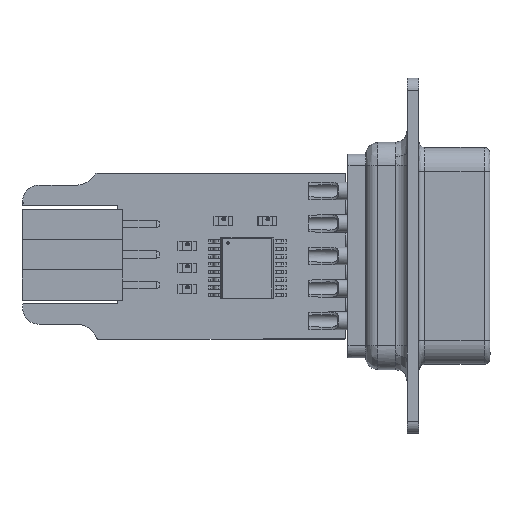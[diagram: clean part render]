
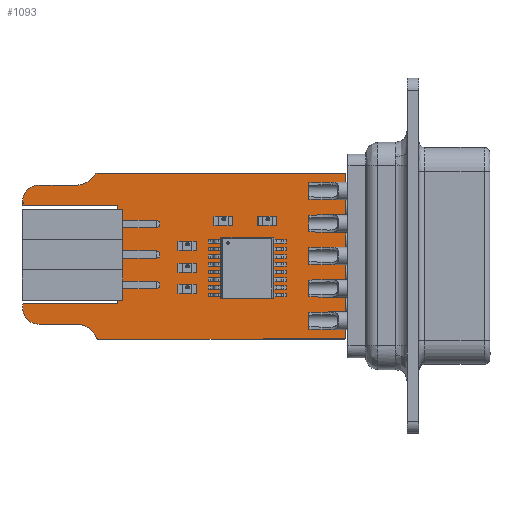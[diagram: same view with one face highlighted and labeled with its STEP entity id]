
A CAD part, top view. The second image highlights one B-rep face of the part: STEP entity #1093.
In plain terms, the highlighted planar face has unit normal (0, 0, 1).
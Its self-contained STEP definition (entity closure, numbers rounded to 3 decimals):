
#84 = VERTEX_POINT('',#85);
#85 = CARTESIAN_POINT('',(-0.377,3.27,1.591));
#91 = EDGE_CURVE('',#84,#92,#94,.T.);
#92 = VERTEX_POINT('',#93);
#93 = CARTESIAN_POINT('',(1.02,1.873,1.591));
#94 = CIRCLE('',#95,1.396);
#95 = AXIS2_PLACEMENT_3D('',#96,#97,#98);
#96 = CARTESIAN_POINT('',(1.019,3.269,1.591));
#97 = DIRECTION('',(0.,0.,1.));
#98 = DIRECTION('',(-1.,0.,0.));
#124 = EDGE_CURVE('',#92,#125,#127,.T.);
#125 = VERTEX_POINT('',#126);
#126 = CARTESIAN_POINT('',(4.15,1.873,1.591));
#127 = LINE('',#128,#129);
#128 = CARTESIAN_POINT('',(1.02,1.873,1.591));
#129 = VECTOR('',#130,1.);
#130 = DIRECTION('',(1.,0.,0.));
#155 = EDGE_CURVE('',#125,#156,#158,.T.);
#156 = VERTEX_POINT('',#157);
#157 = CARTESIAN_POINT('',(4.506,1.838,1.591));
#158 = LINE('',#159,#160);
#159 = CARTESIAN_POINT('',(4.15,1.873,1.591));
#160 = VECTOR('',#161,1.);
#161 = DIRECTION('',(0.995,-0.098,0.));
#186 = EDGE_CURVE('',#156,#187,#189,.T.);
#187 = VERTEX_POINT('',#188);
#188 = CARTESIAN_POINT('',(4.857,1.731,1.591));
#189 = LINE('',#190,#191);
#190 = CARTESIAN_POINT('',(4.506,1.838,1.591));
#191 = VECTOR('',#192,1.);
#192 = DIRECTION('',(0.957,-0.292,0.));
#217 = EDGE_CURVE('',#187,#218,#220,.T.);
#218 = VERTEX_POINT('',#219);
#219 = CARTESIAN_POINT('',(5.181,1.558,1.591));
#220 = LINE('',#221,#222);
#221 = CARTESIAN_POINT('',(4.857,1.731,1.591));
#222 = VECTOR('',#223,1.);
#223 = DIRECTION('',(0.882,-0.471,0.));
#248 = EDGE_CURVE('',#218,#249,#251,.T.);
#249 = VERTEX_POINT('',#250);
#250 = CARTESIAN_POINT('',(5.465,1.326,1.591));
#251 = LINE('',#252,#253);
#252 = CARTESIAN_POINT('',(5.181,1.558,1.591));
#253 = VECTOR('',#254,1.);
#254 = DIRECTION('',(0.774,-0.633,0.));
#279 = EDGE_CURVE('',#249,#280,#282,.T.);
#280 = VERTEX_POINT('',#281);
#281 = CARTESIAN_POINT('',(5.698,1.042,1.591));
#282 = LINE('',#283,#284);
#283 = CARTESIAN_POINT('',(5.465,1.326,1.591));
#284 = VECTOR('',#285,1.);
#285 = DIRECTION('',(0.634,-0.773,0.));
#310 = EDGE_CURVE('',#280,#311,#313,.T.);
#311 = VERTEX_POINT('',#312);
#312 = CARTESIAN_POINT('',(5.863,0.733,1.591));
#313 = LINE('',#314,#315);
#314 = CARTESIAN_POINT('',(5.698,1.042,1.591));
#315 = VECTOR('',#316,1.);
#316 = DIRECTION('',(0.471,-0.882,0.));
#341 = EDGE_CURVE('',#311,#342,#344,.T.);
#342 = VERTEX_POINT('',#343);
#343 = CARTESIAN_POINT('',(5.989,0.623,1.591));
#344 = CIRCLE('',#345,0.126);
#345 = AXIS2_PLACEMENT_3D('',#346,#347,#348);
#346 = CARTESIAN_POINT('',(5.988,0.749,1.591));
#347 = DIRECTION('',(0.,0.,1.));
#348 = DIRECTION('',(-0.992,-0.124,0.));
#374 = EDGE_CURVE('',#342,#375,#377,.T.);
#375 = VERTEX_POINT('',#376);
#376 = CARTESIAN_POINT('',(26.775,0.625,1.591));
#377 = LINE('',#378,#379);
#378 = CARTESIAN_POINT('',(5.989,0.623,1.591));
#379 = VECTOR('',#380,1.);
#380 = DIRECTION('',(1.,0.,0.));
#405 = EDGE_CURVE('',#375,#406,#408,.T.);
#406 = VERTEX_POINT('',#407);
#407 = CARTESIAN_POINT('',(26.927,0.75,1.591));
#408 = CIRCLE('',#409,0.126);
#409 = AXIS2_PLACEMENT_3D('',#410,#411,#412);
#410 = CARTESIAN_POINT('',(26.801,0.748,1.591));
#411 = DIRECTION('',(0.,0.,1.));
#412 = DIRECTION('',(-0.206,-0.979,0.));
#438 = EDGE_CURVE('',#406,#439,#441,.T.);
#439 = VERTEX_POINT('',#440);
#440 = CARTESIAN_POINT('',(26.927,14.5,1.591));
#441 = LINE('',#442,#443);
#442 = CARTESIAN_POINT('',(26.927,0.75,1.591));
#443 = VECTOR('',#444,1.);
#444 = DIRECTION('',(0.,1.,0.));
#469 = EDGE_CURVE('',#439,#470,#472,.T.);
#470 = VERTEX_POINT('',#471);
#471 = CARTESIAN_POINT('',(26.8,14.627,1.591));
#472 = CIRCLE('',#473,0.126);
#473 = AXIS2_PLACEMENT_3D('',#474,#475,#476);
#474 = CARTESIAN_POINT('',(26.801,14.501,1.591));
#475 = DIRECTION('',(0.,0.,1.));
#476 = DIRECTION('',(1.,-0.005,0.));
#502 = EDGE_CURVE('',#470,#503,#505,.T.);
#503 = VERTEX_POINT('',#504);
#504 = CARTESIAN_POINT('',(5.913,14.627,1.591));
#505 = LINE('',#506,#507);
#506 = CARTESIAN_POINT('',(26.8,14.627,1.591));
#507 = VECTOR('',#508,1.);
#508 = DIRECTION('',(-1.,0.,0.));
#533 = EDGE_CURVE('',#503,#534,#536,.T.);
#534 = VERTEX_POINT('',#535);
#535 = CARTESIAN_POINT('',(5.823,14.59,1.591));
#536 = LINE('',#537,#538);
#537 = CARTESIAN_POINT('',(5.913,14.627,1.591));
#538 = VECTOR('',#539,1.);
#539 = DIRECTION('',(-0.925,-0.38,0.));
#564 = EDGE_CURVE('',#534,#565,#567,.T.);
#565 = VERTEX_POINT('',#566);
#566 = CARTESIAN_POINT('',(5.68,14.446,1.591));
#567 = LINE('',#568,#569);
#568 = CARTESIAN_POINT('',(5.823,14.59,1.591));
#569 = VECTOR('',#570,1.);
#570 = DIRECTION('',(-0.705,-0.71,0.));
#595 = EDGE_CURVE('',#565,#596,#598,.T.);
#596 = VERTEX_POINT('',#597);
#597 = CARTESIAN_POINT('',(5.44,14.153,1.591));
#598 = LINE('',#599,#600);
#599 = CARTESIAN_POINT('',(5.68,14.446,1.591));
#600 = VECTOR('',#601,1.);
#601 = DIRECTION('',(-0.634,-0.774,0.));
#626 = EDGE_CURVE('',#596,#627,#629,.T.);
#627 = VERTEX_POINT('',#628);
#628 = CARTESIAN_POINT('',(5.156,13.92,1.591));
#629 = LINE('',#630,#631);
#630 = CARTESIAN_POINT('',(5.44,14.153,1.591));
#631 = VECTOR('',#632,1.);
#632 = DIRECTION('',(-0.773,-0.634,0.));
#657 = EDGE_CURVE('',#627,#658,#660,.T.);
#658 = VERTEX_POINT('',#659);
#659 = CARTESIAN_POINT('',(4.833,13.747,1.591));
#660 = LINE('',#661,#662);
#661 = CARTESIAN_POINT('',(5.156,13.92,1.591));
#662 = VECTOR('',#663,1.);
#663 = DIRECTION('',(-0.882,-0.472,0.));
#688 = EDGE_CURVE('',#658,#689,#691,.T.);
#689 = VERTEX_POINT('',#690);
#690 = CARTESIAN_POINT('',(4.481,13.641,1.591));
#691 = LINE('',#692,#693);
#692 = CARTESIAN_POINT('',(4.833,13.747,1.591));
#693 = VECTOR('',#694,1.);
#694 = DIRECTION('',(-0.958,-0.288,0.));
#719 = EDGE_CURVE('',#689,#720,#722,.T.);
#720 = VERTEX_POINT('',#721);
#721 = CARTESIAN_POINT('',(4.11,13.604,1.591));
#722 = LINE('',#723,#724);
#723 = CARTESIAN_POINT('',(4.481,13.641,1.591));
#724 = VECTOR('',#725,1.);
#725 = DIRECTION('',(-0.995,-0.099,0.));
#750 = EDGE_CURVE('',#720,#751,#753,.T.);
#751 = VERTEX_POINT('',#752);
#752 = CARTESIAN_POINT('',(1.5,13.627,1.591));
#753 = LINE('',#754,#755);
#754 = CARTESIAN_POINT('',(4.11,13.604,1.591));
#755 = VECTOR('',#756,1.);
#756 = DIRECTION('',(-1.,0.009,0.));
#781 = EDGE_CURVE('',#751,#782,#784,.T.);
#782 = VERTEX_POINT('',#783);
#783 = CARTESIAN_POINT('',(1.02,13.627,1.591));
#784 = LINE('',#785,#786);
#785 = CARTESIAN_POINT('',(1.5,13.627,1.591));
#786 = VECTOR('',#787,1.);
#787 = DIRECTION('',(-1.,0.,0.));
#812 = EDGE_CURVE('',#782,#813,#815,.T.);
#813 = VERTEX_POINT('',#814);
#814 = CARTESIAN_POINT('',(-0.377,12.23,1.591));
#815 = CIRCLE('',#816,1.396);
#816 = AXIS2_PLACEMENT_3D('',#817,#818,#819);
#817 = CARTESIAN_POINT('',(1.019,12.231,1.591));
#818 = DIRECTION('',(0.,0.,1.));
#819 = DIRECTION('',(0.,1.,-0.));
#845 = EDGE_CURVE('',#813,#846,#848,.T.);
#846 = VERTEX_POINT('',#847);
#847 = CARTESIAN_POINT('',(-0.305,12.115,1.591));
#848 = CIRCLE('',#849,0.125);
#849 = AXIS2_PLACEMENT_3D('',#850,#851,#852);
#850 = CARTESIAN_POINT('',(-0.252,12.228,1.591));
#851 = DIRECTION('',(0.,0.,1.));
#852 = DIRECTION('',(-1.,0.013,0.));
#878 = EDGE_CURVE('',#846,#879,#881,.T.);
#879 = VERTEX_POINT('',#880);
#880 = CARTESIAN_POINT('',(-0.25,11.873,1.591));
#881 = CIRCLE('',#882,0.127);
#882 = AXIS2_PLACEMENT_3D('',#883,#884,#885);
#883 = CARTESIAN_POINT('',(-0.25,12.,1.591));
#884 = DIRECTION('',(0.,0.,1.));
#885 = DIRECTION('',(-0.433,0.901,0.));
#911 = EDGE_CURVE('',#879,#912,#914,.T.);
#912 = VERTEX_POINT('',#913);
#913 = CARTESIAN_POINT('',(7.623,11.873,1.591));
#914 = LINE('',#915,#916);
#915 = CARTESIAN_POINT('',(-0.25,11.873,1.591));
#916 = VECTOR('',#917,1.);
#917 = DIRECTION('',(1.,0.,0.));
#942 = EDGE_CURVE('',#912,#943,#945,.T.);
#943 = VERTEX_POINT('',#944);
#944 = CARTESIAN_POINT('',(7.623,3.627,1.591));
#945 = LINE('',#946,#947);
#946 = CARTESIAN_POINT('',(7.623,11.873,1.591));
#947 = VECTOR('',#948,1.);
#948 = DIRECTION('',(0.,-1.,0.));
#973 = EDGE_CURVE('',#943,#974,#976,.T.);
#974 = VERTEX_POINT('',#975);
#975 = CARTESIAN_POINT('',(-0.25,3.627,1.591));
#976 = LINE('',#977,#978);
#977 = CARTESIAN_POINT('',(7.623,3.627,1.591));
#978 = VECTOR('',#979,1.);
#979 = DIRECTION('',(-1.,0.,0.));
#1004 = EDGE_CURVE('',#974,#1005,#1007,.T.);
#1005 = VERTEX_POINT('',#1006);
#1006 = CARTESIAN_POINT('',(-0.377,3.5,1.591));
#1007 = CIRCLE('',#1008,0.126);
#1008 = AXIS2_PLACEMENT_3D('',#1009,#1010,#1011);
#1009 = CARTESIAN_POINT('',(-0.251,3.501,1.591));
#1010 = DIRECTION('',(0.,0.,1.));
#1011 = DIRECTION('',(0.005,1.,-0.));
#1037 = EDGE_CURVE('',#1005,#84,#1038,.T.);
#1038 = LINE('',#1039,#1040);
#1039 = CARTESIAN_POINT('',(-0.377,3.5,1.591));
#1040 = VECTOR('',#1041,1.);
#1041 = DIRECTION('',(0.,-1.,0.));
#1093 = ADVANCED_FACE('',(#1094),#1127,.T.);
#1094 = FACE_BOUND('',#1095,.T.);
#1095 = EDGE_LOOP('',(#1096,#1097,#1098,#1099,#1100,#1101,#1102,#1103,
    #1104,#1105,#1106,#1107,#1108,#1109,#1110,#1111,#1112,#1113,#1114,
    #1115,#1116,#1117,#1118,#1119,#1120,#1121,#1122,#1123,#1124,#1125,
    #1126));
#1096 = ORIENTED_EDGE('',*,*,#91,.T.);
#1097 = ORIENTED_EDGE('',*,*,#124,.T.);
#1098 = ORIENTED_EDGE('',*,*,#155,.T.);
#1099 = ORIENTED_EDGE('',*,*,#186,.T.);
#1100 = ORIENTED_EDGE('',*,*,#217,.T.);
#1101 = ORIENTED_EDGE('',*,*,#248,.T.);
#1102 = ORIENTED_EDGE('',*,*,#279,.T.);
#1103 = ORIENTED_EDGE('',*,*,#310,.T.);
#1104 = ORIENTED_EDGE('',*,*,#341,.T.);
#1105 = ORIENTED_EDGE('',*,*,#374,.T.);
#1106 = ORIENTED_EDGE('',*,*,#405,.T.);
#1107 = ORIENTED_EDGE('',*,*,#438,.T.);
#1108 = ORIENTED_EDGE('',*,*,#469,.T.);
#1109 = ORIENTED_EDGE('',*,*,#502,.T.);
#1110 = ORIENTED_EDGE('',*,*,#533,.T.);
#1111 = ORIENTED_EDGE('',*,*,#564,.T.);
#1112 = ORIENTED_EDGE('',*,*,#595,.T.);
#1113 = ORIENTED_EDGE('',*,*,#626,.T.);
#1114 = ORIENTED_EDGE('',*,*,#657,.T.);
#1115 = ORIENTED_EDGE('',*,*,#688,.T.);
#1116 = ORIENTED_EDGE('',*,*,#719,.T.);
#1117 = ORIENTED_EDGE('',*,*,#750,.T.);
#1118 = ORIENTED_EDGE('',*,*,#781,.T.);
#1119 = ORIENTED_EDGE('',*,*,#812,.T.);
#1120 = ORIENTED_EDGE('',*,*,#845,.T.);
#1121 = ORIENTED_EDGE('',*,*,#878,.T.);
#1122 = ORIENTED_EDGE('',*,*,#911,.T.);
#1123 = ORIENTED_EDGE('',*,*,#942,.T.);
#1124 = ORIENTED_EDGE('',*,*,#973,.T.);
#1125 = ORIENTED_EDGE('',*,*,#1004,.T.);
#1126 = ORIENTED_EDGE('',*,*,#1037,.T.);
#1127 = PLANE('',#1128);
#1128 = AXIS2_PLACEMENT_3D('',#1129,#1130,#1131);
#1129 = CARTESIAN_POINT('',(12.777,7.666,1.591));
#1130 = DIRECTION('',(0.,0.,1.));
#1131 = DIRECTION('',(1.,0.,-0.));
